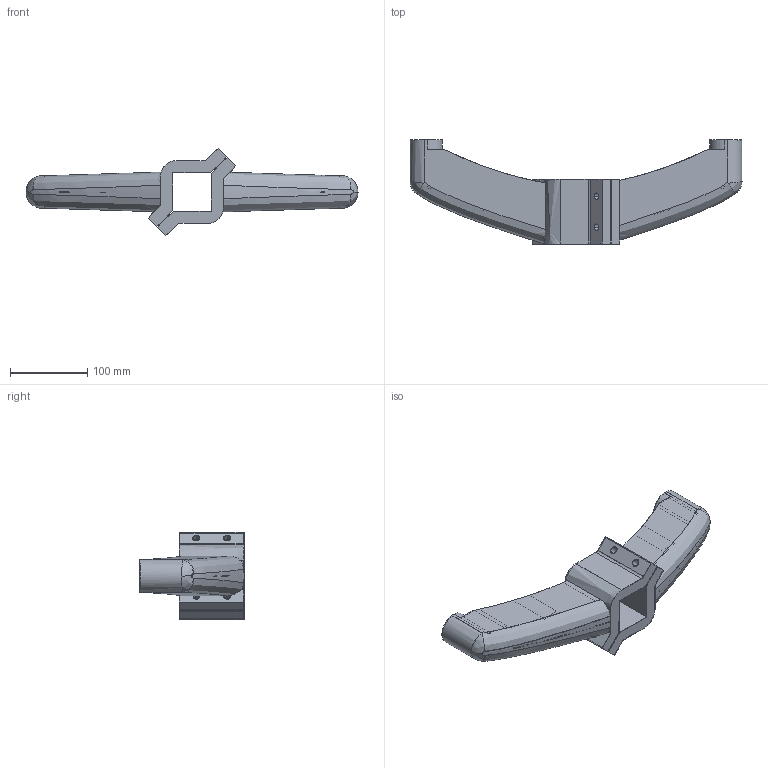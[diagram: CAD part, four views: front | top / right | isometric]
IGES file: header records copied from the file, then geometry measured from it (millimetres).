
Start section:  PTC IGES file: s0611_616092.igs
Global section: file name: s0611_616092.igs; native system: Pro/ENGINEER by Parametric Technology Corporation; preprocessor: 2009210; author: turcimas; organization: Unknown; date: 20110102.071621; units: millimetre
Bounding box: 430 x 135 x 112.92 mm (x, y, z)
Volume: 160892.3 mm3; surface area: 387963.6 mm2
Topology: 2 solids, 8 shells, 311 faces, 1044 edges, 737 vertices
Faces by surface type: bspline 203, revolution 106, extrusion 2
